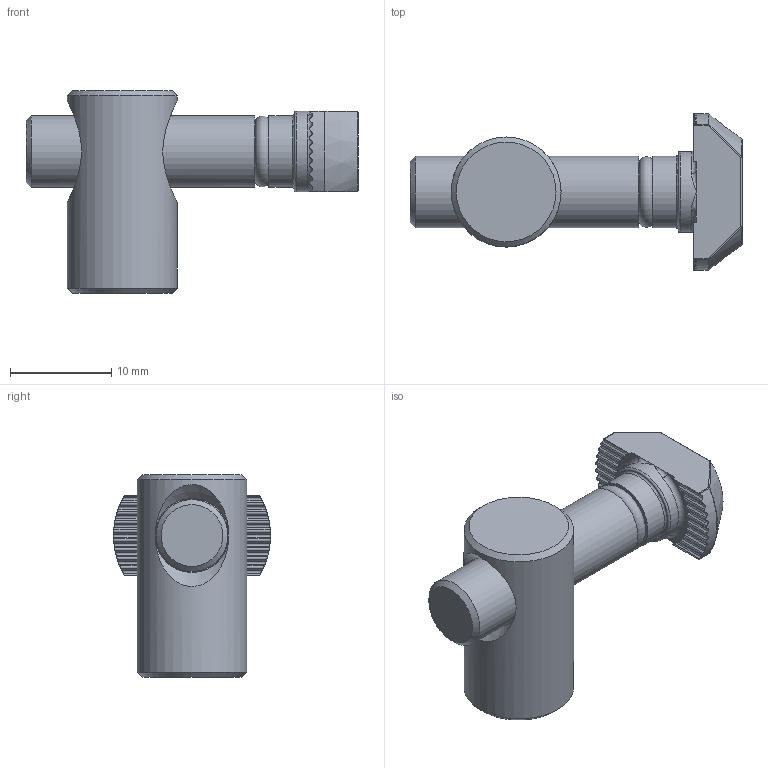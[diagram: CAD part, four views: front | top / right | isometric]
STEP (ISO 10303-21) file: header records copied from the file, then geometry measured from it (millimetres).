
FILE_DESCRIPTION((''),'2;1');
FILE_NAME('AR3541.stp','2016-08-05T12:32:56',('Envy'),(''),'Autodesk Inventor 2013','Autodesk Inventor 2013','');
FILE_SCHEMA(('AUTOMOTIVE_DESIGN { 1 0 10303 214 1 1 1 1 }'));
Length unit declared in the file: millimetre
Products named in the file (5): AR3541; AR3541 I; AR3541 II; AR3541 III; AR3541 IV
Assembly tree (4 placements, depth 2):
  AR3541
    AR3541 I
    AR3541 II
    AR3541 III
    AR3541 IV
Bounding box: 32.8 x 15.5 x 20 mm (x, y, z)
Volume: 2776.9 mm3; surface area: 2954.5 mm2
Topology: 4 solids, 4 shells, 264 faces, 727 edges, 459 vertices
Faces by surface type: cylinder 98, cone 68, plane 67, torus 11, bspline 11, sphere 9
Full cylindrical faces by diameter (mm): 5.7 x1, 7 x17, 7.1 x2, 7.3 x1, 8 x1, 10.85 x1
Entity records: 11327 total; most frequent: CARTESIAN_POINT 5316, ORIENTED_EDGE 1208, DIRECTION 1173, EDGE_CURVE 604, AXIS2_PLACEMENT_3D 518, VERTEX_POINT 419, EDGE_LOOP 341, FACE_OUTER_BOUND 264
